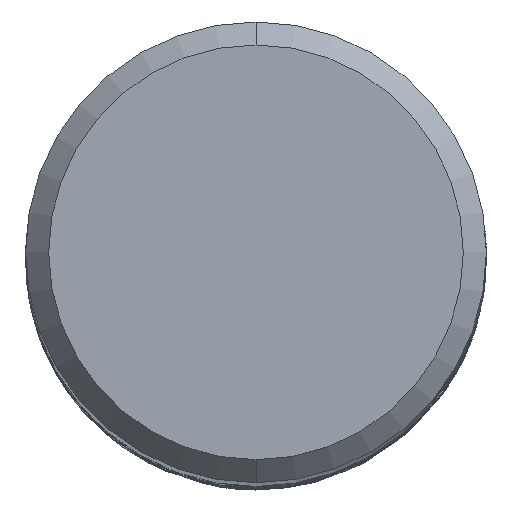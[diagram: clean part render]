
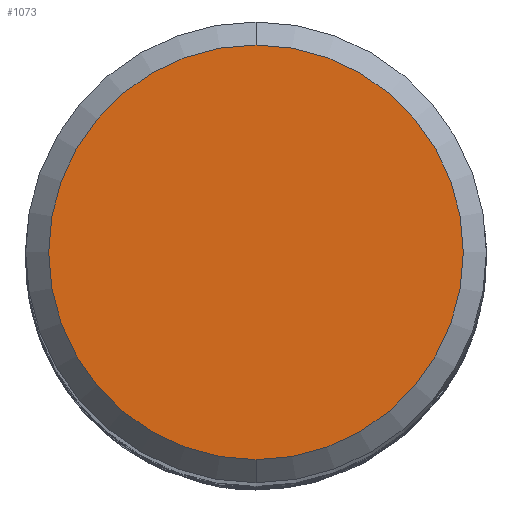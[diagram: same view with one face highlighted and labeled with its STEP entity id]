
A CAD part, top view. The second image highlights one B-rep face of the part: STEP entity #1073.
In plain terms, the highlighted planar face has unit normal (0, 0, 1).
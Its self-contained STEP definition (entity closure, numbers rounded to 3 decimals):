
#1073=ADVANCED_FACE('',(#2352),#2353,.T.);
#1289=EDGE_CURVE('',#1695,#1619,#2587,.T.);
#1619=VERTEX_POINT('',#2949);
#1695=VERTEX_POINT('',#3032);
#1785=EDGE_CURVE('',#1619,#1695,#3128,.T.);
#2352=FACE_OUTER_BOUND('',#6735,.T.);
#2353=PLANE('',#6736);
#2587=CIRCLE('',#10354,5.4);
#2949=CARTESIAN_POINT('',(0.,-5.4,0.0));
#3032=CARTESIAN_POINT('',(0.0,5.4,0.0));
#3128=CIRCLE('',#17584,5.4);
#6735=EDGE_LOOP('',(#18863,#18864));
#6736=AXIS2_PLACEMENT_3D('',#18865,#18866,#18867);
#10354=AXIS2_PLACEMENT_3D('',#19050,#19051,#19052);
#17584=AXIS2_PLACEMENT_3D('',#19594,#19595,#19596);
#18863=ORIENTED_EDGE('',*,*,#1289,.F.);
#18864=ORIENTED_EDGE('',*,*,#1785,.F.);
#18865=CARTESIAN_POINT('',(0.0,2.7,0.0));
#18866=DIRECTION('',(-0.0,0.0,1.0));
#18867=DIRECTION('',(0.0,-1.0,0.0));
#19050=CARTESIAN_POINT('',(0.0,0.0,0.0));
#19051=DIRECTION('',(0.0,0.0,-1.0));
#19052=DIRECTION('',(0.0,1.0,0.0));
#19594=CARTESIAN_POINT('',(0.0,0.0,0.0));
#19595=DIRECTION('',(0.0,0.0,-1.0));
#19596=DIRECTION('',(0.0,1.0,0.0));
